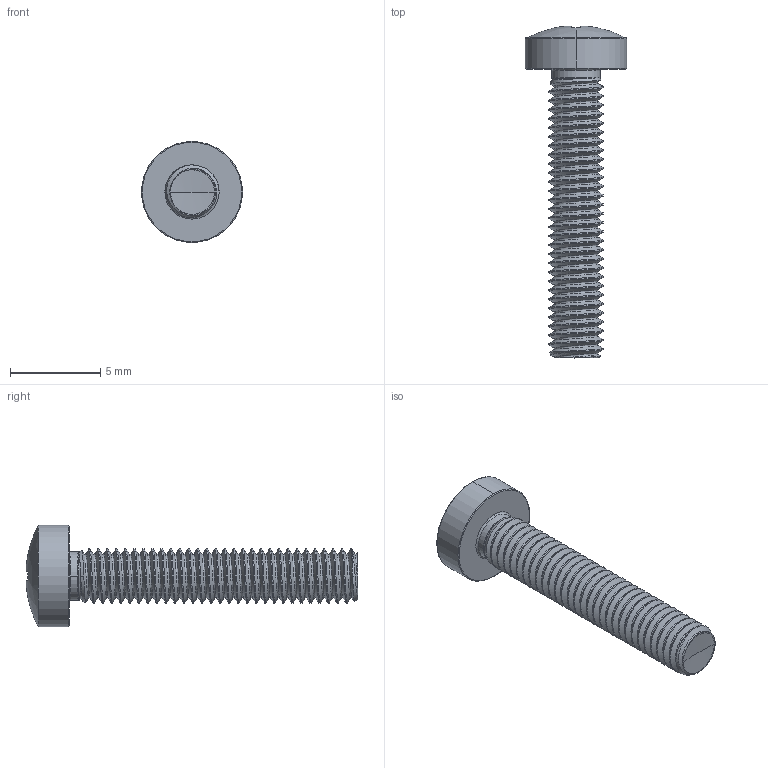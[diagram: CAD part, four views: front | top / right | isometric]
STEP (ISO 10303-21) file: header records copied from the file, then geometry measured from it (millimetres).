
FILE_DESCRIPTION (( 'STEP AP203' ), '1' );
FILE_NAME ('STM320300160.STEP', '2020-12-24T14:44:21', ( '' ), ( '' ), 'SwSTEP 2.0', 'SolidWorks 2015', '' );
FILE_SCHEMA (( 'CONFIG_CONTROL_DESIGN' ));
Length unit declared in the file: millimetre
Products named in the file (2): STM320300160
Bounding box: 5.6 x 18.38 x 5.6 mm (x, y, z)
Volume: 139.5 mm3; surface area: 311.4 mm2
Topology: 1 solids, 1 shells, 223 faces, 543 edges, 321 vertices
Faces by surface type: cylinder 84, bspline 46, torus 33, sphere 28, plane 22, cone 10
Entity records: 29257 total; most frequent: CARTESIAN_POINT 24537, ORIENTED_EDGE 1082, DIRECTION 863, EDGE_CURVE 541, AXIS2_PLACEMENT_3D 376, VERTEX_POINT 321, EDGE_LOOP 224, ADVANCED_FACE 223
